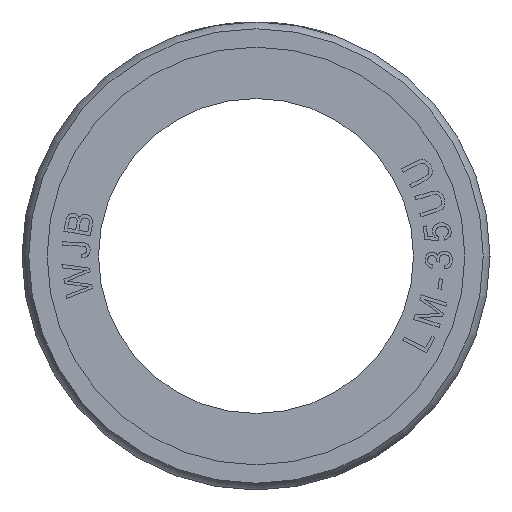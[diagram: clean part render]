
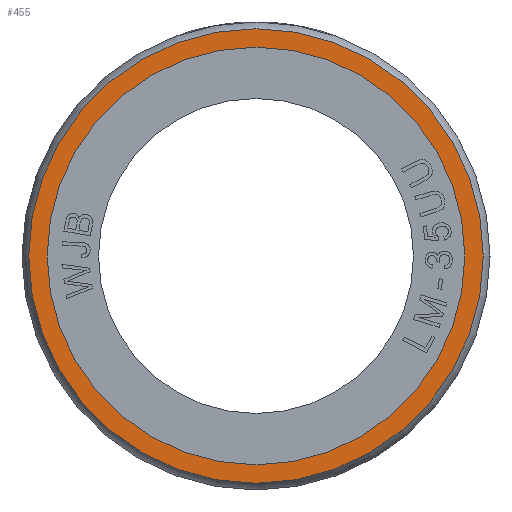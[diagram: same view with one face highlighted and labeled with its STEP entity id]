
A CAD part, left-side view. The second image highlights one B-rep face of the part: STEP entity #455.
In plain terms, the highlighted planar face has unit normal (-1, 0, 0).
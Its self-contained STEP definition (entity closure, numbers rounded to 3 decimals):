
#455=ADVANCED_FACE('',(#1021,#1022),#743,.T.);
#743=PLANE('',#5388);
#946=CIRCLE('',#5385,25.252);
#947=CIRCLE('',#5387,23.2);
#1021=FACE_BOUND('',#1096,.T.);
#1022=FACE_BOUND('',#1097,.T.);
#1096=EDGE_LOOP('',(#2006));
#1097=EDGE_LOOP('',(#2007));
#2006=ORIENTED_EDGE('',*,*,#3970,.T.);
#2007=ORIENTED_EDGE('',*,*,#3971,.F.);
#3472=VERTEX_POINT('',#8130);
#3473=VERTEX_POINT('',#8133);
#3970=EDGE_CURVE('',#3472,#3472,#946,.T.);
#3971=EDGE_CURVE('',#3473,#3473,#947,.T.);
#5385=AXIS2_PLACEMENT_3D('',#8129,#5832,#5833);
#5387=AXIS2_PLACEMENT_3D('',#8132,#5836,#5837);
#5388=AXIS2_PLACEMENT_3D('',#8134,#5838,#5839);
#5832=DIRECTION('',(-1.,0.,0.));
#5833=DIRECTION('',(0.,0.,1.));
#5836=DIRECTION('',(-1.,0.,0.));
#5837=DIRECTION('',(0.,0.,1.));
#5838=DIRECTION('',(-1.,0.,0.));
#5839=DIRECTION('',(0.,0.,1.));
#8129=CARTESIAN_POINT('',(0.,0.,0.));
#8130=CARTESIAN_POINT('',(0.,0.,25.252));
#8132=CARTESIAN_POINT('',(0.,0.,0.));
#8133=CARTESIAN_POINT('',(0.,0.,23.2));
#8134=CARTESIAN_POINT('',(0.,0.,24.226));
